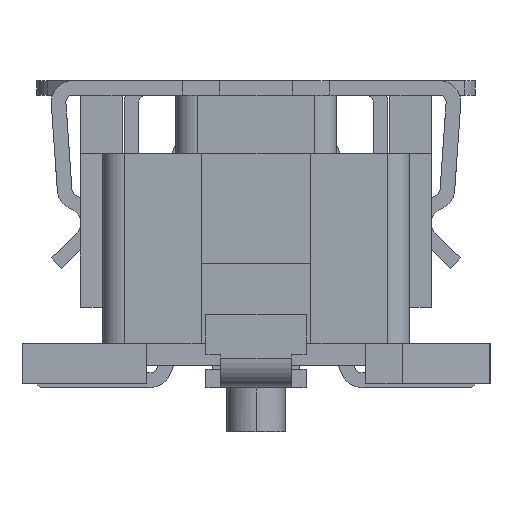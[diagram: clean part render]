
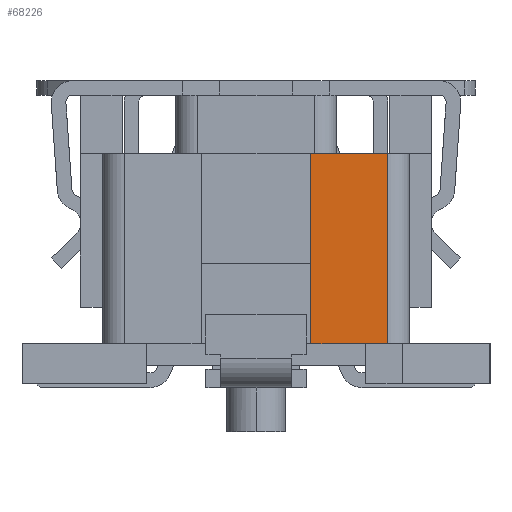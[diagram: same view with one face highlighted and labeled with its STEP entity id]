
A CAD part, left-side view. The second image highlights one B-rep face of the part: STEP entity #68226.
In plain terms, the highlighted planar face has unit normal (-1, 0, 0).
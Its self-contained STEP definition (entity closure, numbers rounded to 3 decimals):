
#677 = VERTEX_POINT('',#678);
#678 = CARTESIAN_POINT('',(-9.785,-1.5,0.6));
#687 = PLANE('',#688);
#688 = AXIS2_PLACEMENT_3D('',#689,#690,#691);
#689 = CARTESIAN_POINT('',(10.285,-3.2,0.6));
#690 = DIRECTION('',(0.,0.,-1.));
#691 = DIRECTION('',(0.,1.,0.));
#711 = EDGE_CURVE('',#712,#677,#714,.T.);
#712 = VERTEX_POINT('',#713);
#713 = CARTESIAN_POINT('',(-9.785,-1.8,0.6));
#714 = SURFACE_CURVE('',#715,(#719,#726),.PCURVE_S1.);
#715 = LINE('',#716,#717);
#716 = CARTESIAN_POINT('',(-9.785,-1.8,0.6));
#717 = VECTOR('',#718,1.);
#718 = DIRECTION('',(0.,1.,0.));
#719 = PCURVE('',#687,#720);
#720 = DEFINITIONAL_REPRESENTATION('',(#721),#725);
#721 = LINE('',#722,#723);
#722 = CARTESIAN_POINT('',(1.4,-20.07));
#723 = VECTOR('',#724,1.);
#724 = DIRECTION('',(1.,0.));
#725 = ( GEOMETRIC_REPRESENTATION_CONTEXT(2) 
PARAMETRIC_REPRESENTATION_CONTEXT() REPRESENTATION_CONTEXT('2D SPACE',''
  ) );
#726 = PCURVE('',#727,#732);
#727 = PLANE('',#728);
#728 = AXIS2_PLACEMENT_3D('',#729,#730,#731);
#729 = CARTESIAN_POINT('',(-9.785,-1.5,4.));
#730 = DIRECTION('',(1.,0.,0.));
#731 = DIRECTION('',(0.,1.,0.));
#732 = DEFINITIONAL_REPRESENTATION('',(#733),#737);
#733 = LINE('',#734,#735);
#734 = CARTESIAN_POINT('',(-0.3,-3.4));
#735 = VECTOR('',#736,1.);
#736 = DIRECTION('',(1.,0.));
#737 = ( GEOMETRIC_REPRESENTATION_CONTEXT(2) 
PARAMETRIC_REPRESENTATION_CONTEXT() REPRESENTATION_CONTEXT('2D SPACE',''
  ) );
#756 = CYLINDRICAL_SURFACE('',#757,0.3);
#757 = AXIS2_PLACEMENT_3D('',#758,#759,#760);
#758 = CARTESIAN_POINT('',(-9.485,-1.8,4.));
#759 = DIRECTION('',(0.,0.,1.));
#760 = DIRECTION('',(1.,0.,0.));
#3270 = PLANE('',#3271);
#3271 = AXIS2_PLACEMENT_3D('',#3272,#3273,#3274);
#3272 = CARTESIAN_POINT('',(-10.285,-3.2,0.6));
#3273 = DIRECTION('',(0.,0.,1.));
#3274 = DIRECTION('',(0.,1.,0.));
#3323 = VERTEX_POINT('',#3324);
#3324 = CARTESIAN_POINT('',(-9.785,-0.75,0.6));
#3338 = PLANE('',#3339);
#3339 = AXIS2_PLACEMENT_3D('',#3340,#3341,#3342);
#3340 = CARTESIAN_POINT('',(-9.785,-0.75,4.));
#3341 = DIRECTION('',(0.,-1.,0.));
#3342 = DIRECTION('',(1.,0.,0.));
#3350 = EDGE_CURVE('',#3323,#677,#3351,.T.);
#3351 = SURFACE_CURVE('',#3352,(#3356,#3363),.PCURVE_S1.);
#3352 = LINE('',#3353,#3354);
#3353 = CARTESIAN_POINT('',(-9.785,-0.75,0.6));
#3354 = VECTOR('',#3355,1.);
#3355 = DIRECTION('',(0.,-1.,0.));
#3356 = PCURVE('',#3270,#3357);
#3357 = DEFINITIONAL_REPRESENTATION('',(#3358),#3362);
#3358 = LINE('',#3359,#3360);
#3359 = CARTESIAN_POINT('',(2.45,-0.5));
#3360 = VECTOR('',#3361,1.);
#3361 = DIRECTION('',(-1.,0.));
#3362 = ( GEOMETRIC_REPRESENTATION_CONTEXT(2) 
PARAMETRIC_REPRESENTATION_CONTEXT() REPRESENTATION_CONTEXT('2D SPACE',''
  ) );
#3363 = PCURVE('',#727,#3364);
#3364 = DEFINITIONAL_REPRESENTATION('',(#3365),#3369);
#3365 = LINE('',#3366,#3367);
#3366 = CARTESIAN_POINT('',(0.75,-3.4));
#3367 = VECTOR('',#3368,1.);
#3368 = DIRECTION('',(-1.,0.));
#3369 = ( GEOMETRIC_REPRESENTATION_CONTEXT(2) 
PARAMETRIC_REPRESENTATION_CONTEXT() REPRESENTATION_CONTEXT('2D SPACE',''
  ) );
#4082 = PLANE('',#4083);
#4083 = AXIS2_PLACEMENT_3D('',#4084,#4085,#4086);
#4084 = CARTESIAN_POINT('',(8.035,-2.4,3.2));
#4085 = DIRECTION('',(0.,0.,-1.));
#4086 = DIRECTION('',(1.,0.,0.));
#4338 = VERTEX_POINT('',#4339);
#4339 = CARTESIAN_POINT('',(-9.785,-0.75,3.2));
#4360 = EDGE_CURVE('',#4338,#3323,#4361,.T.);
#4361 = SURFACE_CURVE('',#4362,(#4366,#4373),.PCURVE_S1.);
#4362 = LINE('',#4363,#4364);
#4363 = CARTESIAN_POINT('',(-9.785,-0.75,3.2));
#4364 = VECTOR('',#4365,1.);
#4365 = DIRECTION('',(0.,0.,-1.));
#4366 = PCURVE('',#3338,#4367);
#4367 = DEFINITIONAL_REPRESENTATION('',(#4368),#4372);
#4368 = LINE('',#4369,#4370);
#4369 = CARTESIAN_POINT('',(0.,-0.8));
#4370 = VECTOR('',#4371,1.);
#4371 = DIRECTION('',(0.,-1.));
#4372 = ( GEOMETRIC_REPRESENTATION_CONTEXT(2) 
PARAMETRIC_REPRESENTATION_CONTEXT() REPRESENTATION_CONTEXT('2D SPACE',''
  ) );
#4373 = PCURVE('',#727,#4374);
#4374 = DEFINITIONAL_REPRESENTATION('',(#4375),#4379);
#4375 = LINE('',#4376,#4377);
#4376 = CARTESIAN_POINT('',(0.75,-0.8));
#4377 = VECTOR('',#4378,1.);
#4378 = DIRECTION('',(0.,-1.));
#4379 = ( GEOMETRIC_REPRESENTATION_CONTEXT(2) 
PARAMETRIC_REPRESENTATION_CONTEXT() REPRESENTATION_CONTEXT('2D SPACE',''
  ) );
#4650 = VERTEX_POINT('',#4651);
#4651 = CARTESIAN_POINT('',(-9.785,-1.8,3.2));
#4677 = EDGE_CURVE('',#4338,#4650,#4678,.T.);
#4678 = SURFACE_CURVE('',#4679,(#4683,#4690),.PCURVE_S1.);
#4679 = LINE('',#4680,#4681);
#4680 = CARTESIAN_POINT('',(-9.785,-0.75,3.2));
#4681 = VECTOR('',#4682,1.);
#4682 = DIRECTION('',(0.,-1.,0.));
#4683 = PCURVE('',#4082,#4684);
#4684 = DEFINITIONAL_REPRESENTATION('',(#4685),#4689);
#4685 = LINE('',#4686,#4687);
#4686 = CARTESIAN_POINT('',(-17.82,-1.65));
#4687 = VECTOR('',#4688,1.);
#4688 = DIRECTION('',(0.,1.));
#4689 = ( GEOMETRIC_REPRESENTATION_CONTEXT(2) 
PARAMETRIC_REPRESENTATION_CONTEXT() REPRESENTATION_CONTEXT('2D SPACE',''
  ) );
#4690 = PCURVE('',#727,#4691);
#4691 = DEFINITIONAL_REPRESENTATION('',(#4692),#4696);
#4692 = LINE('',#4693,#4694);
#4693 = CARTESIAN_POINT('',(0.75,-0.8));
#4694 = VECTOR('',#4695,1.);
#4695 = DIRECTION('',(-1.,0.));
#4696 = ( GEOMETRIC_REPRESENTATION_CONTEXT(2) 
PARAMETRIC_REPRESENTATION_CONTEXT() REPRESENTATION_CONTEXT('2D SPACE',''
  ) );
#68204 = EDGE_CURVE('',#4650,#712,#68205,.T.);
#68205 = SURFACE_CURVE('',#68206,(#68210,#68217),.PCURVE_S1.);
#68206 = LINE('',#68207,#68208);
#68207 = CARTESIAN_POINT('',(-9.785,-1.8,3.2));
#68208 = VECTOR('',#68209,1.);
#68209 = DIRECTION('',(0.,0.,-1.));
#68210 = PCURVE('',#756,#68211);
#68211 = DEFINITIONAL_REPRESENTATION('',(#68212),#68216);
#68212 = LINE('',#68213,#68214);
#68213 = CARTESIAN_POINT('',(3.142,-0.8));
#68214 = VECTOR('',#68215,1.);
#68215 = DIRECTION('',(0.,-1.));
#68216 = ( GEOMETRIC_REPRESENTATION_CONTEXT(2) 
PARAMETRIC_REPRESENTATION_CONTEXT() REPRESENTATION_CONTEXT('2D SPACE',''
  ) );
#68217 = PCURVE('',#727,#68218);
#68218 = DEFINITIONAL_REPRESENTATION('',(#68219),#68223);
#68219 = LINE('',#68220,#68221);
#68220 = CARTESIAN_POINT('',(-0.3,-0.8));
#68221 = VECTOR('',#68222,1.);
#68222 = DIRECTION('',(0.,-1.));
#68223 = ( GEOMETRIC_REPRESENTATION_CONTEXT(2) 
PARAMETRIC_REPRESENTATION_CONTEXT() REPRESENTATION_CONTEXT('2D SPACE',''
  ) );
#68226 = ADVANCED_FACE('',(#68227),#727,.F.);
#68227 = FACE_BOUND('',#68228,.F.);
#68228 = EDGE_LOOP('',(#68229,#68230,#68231,#68232,#68233));
#68229 = ORIENTED_EDGE('',*,*,#3350,.F.);
#68230 = ORIENTED_EDGE('',*,*,#4360,.F.);
#68231 = ORIENTED_EDGE('',*,*,#4677,.T.);
#68232 = ORIENTED_EDGE('',*,*,#68204,.T.);
#68233 = ORIENTED_EDGE('',*,*,#711,.T.);
